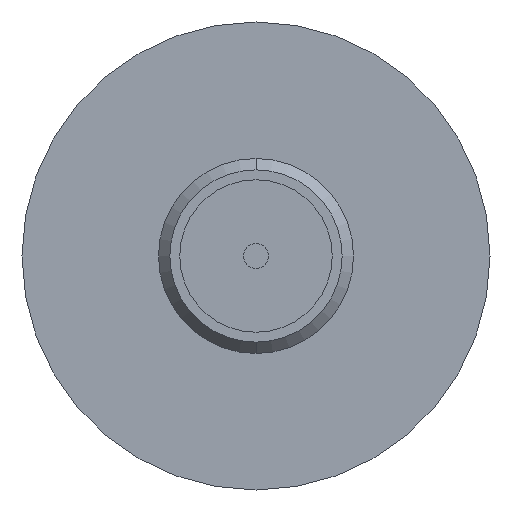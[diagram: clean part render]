
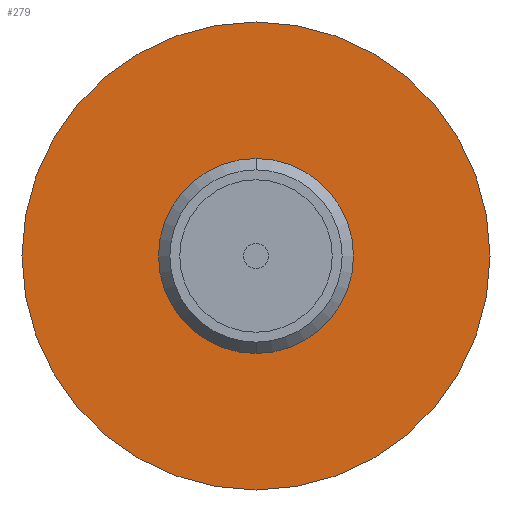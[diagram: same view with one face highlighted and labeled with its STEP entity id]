
A CAD part, front view. The second image highlights one B-rep face of the part: STEP entity #279.
In plain terms, the highlighted planar face has unit normal (0, -1, 0).
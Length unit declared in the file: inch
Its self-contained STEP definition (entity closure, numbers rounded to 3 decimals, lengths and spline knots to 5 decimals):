
#27 = AXIS2_PLACEMENT_3D ( 'NONE', #1151, #741, #663 ) ;
#28 = VERTEX_POINT ( 'NONE', #1003 ) ;
#32 = DIRECTION ( 'NONE',  ( 0., 0., -1. ) ) ;
#38 = FACE_OUTER_BOUND ( 'NONE', #1190, .T. ) ;
#45 = DIRECTION ( 'NONE',  ( 0., -1., 0. ) ) ;
#92 = DIRECTION ( 'NONE',  ( 0., -1., 0. ) ) ;
#98 = DIRECTION ( 'NONE',  ( 0., 0., -1. ) ) ;
#106 = EDGE_CURVE ( 'NONE', #28, #1134, #1179, .T. ) ;
#191 = CARTESIAN_POINT ( 'NONE',  ( 0., 0., 0.28346 ) ) ;
#192 = CIRCLE ( 'NONE', #737, 0.11811 ) ;
#231 = PLANE ( 'NONE',  #996 ) ;
#279 = ADVANCED_FACE ( 'NONE', ( #38, #1214 ), #231, .T. ) ;
#414 = CARTESIAN_POINT ( 'NONE',  ( 0., 0., -0.11811 ) ) ;
#483 = EDGE_LOOP ( 'NONE', ( #747, #640 ) ) ;
#509 = AXIS2_PLACEMENT_3D ( 'NONE', #685, #92, #98 ) ;
#550 = CIRCLE ( 'NONE', #509, 0.28346 ) ;
#621 = AXIS2_PLACEMENT_3D ( 'NONE', #995, #1204, #888 ) ;
#632 = VERTEX_POINT ( 'NONE', #731 ) ;
#640 = ORIENTED_EDGE ( 'NONE', *, *, #652, .F. ) ;
#652 = EDGE_CURVE ( 'NONE', #1134, #28, #192, .T. ) ;
#663 = DIRECTION ( 'NONE',  ( 0., 0., -1. ) ) ;
#685 = CARTESIAN_POINT ( 'NONE',  ( 0., 0., 0. ) ) ;
#696 = VERTEX_POINT ( 'NONE', #191 ) ;
#731 = CARTESIAN_POINT ( 'NONE',  ( 0., 0., -0.28346 ) ) ;
#737 = AXIS2_PLACEMENT_3D ( 'NONE', #923, #45, #826 ) ;
#741 = DIRECTION ( 'NONE',  ( 0., -1., 0. ) ) ;
#747 = ORIENTED_EDGE ( 'NONE', *, *, #106, .F. ) ;
#774 = EDGE_CURVE ( 'NONE', #696, #632, #1132, .T. ) ;
#821 = DIRECTION ( 'NONE',  ( 0., -1., 0. ) ) ;
#826 = DIRECTION ( 'NONE',  ( 0., 0., -1. ) ) ;
#886 = CARTESIAN_POINT ( 'NONE',  ( 0., 0., 0. ) ) ;
#888 = DIRECTION ( 'NONE',  ( 0., 0., -1. ) ) ;
#903 = ORIENTED_EDGE ( 'NONE', *, *, #961, .T. ) ;
#923 = CARTESIAN_POINT ( 'NONE',  ( 0., 0., 0. ) ) ;
#961 = EDGE_CURVE ( 'NONE', #632, #696, #550, .T. ) ;
#995 = CARTESIAN_POINT ( 'NONE',  ( 0., 0., 0. ) ) ;
#996 = AXIS2_PLACEMENT_3D ( 'NONE', #886, #821, #32 ) ;
#1003 = CARTESIAN_POINT ( 'NONE',  ( 0., 0., 0.11811 ) ) ;
#1132 = CIRCLE ( 'NONE', #27, 0.28346 ) ;
#1134 = VERTEX_POINT ( 'NONE', #414 ) ;
#1151 = CARTESIAN_POINT ( 'NONE',  ( 0., 0., 0. ) ) ;
#1154 = ORIENTED_EDGE ( 'NONE', *, *, #774, .T. ) ;
#1179 = CIRCLE ( 'NONE', #621, 0.11811 ) ;
#1190 = EDGE_LOOP ( 'NONE', ( #903, #1154 ) ) ;
#1204 = DIRECTION ( 'NONE',  ( 0., -1., 0. ) ) ;
#1214 = FACE_BOUND ( 'NONE', #483, .T. ) ;
